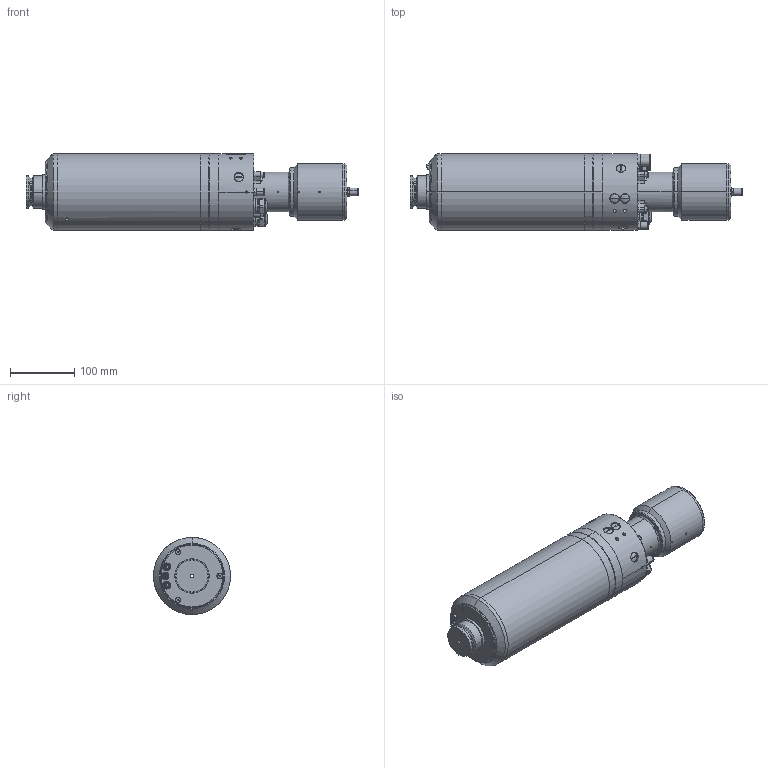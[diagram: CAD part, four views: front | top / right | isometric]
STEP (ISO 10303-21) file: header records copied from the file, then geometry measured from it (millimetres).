
FILE_DESCRIPTION (( 'STEP AP203' ), '1' );
FILE_NAME ('120A24KP-01-.STEP', '2012-09-26T13:59:47', ( '' ), ( '' ), 'SwSTEP 2.0', 'SolidWorks 2012', '' );
FILE_SCHEMA (( 'CONFIG_CONTROL_DESIGN' ));
Length unit declared in the file: millimetre
Products named in the file (1): 120A24KP-01-
Bounding box: 517.42 x 120 x 120 mm (x, y, z)
Surface area: 245647.4 mm2 (no closed solid volume)
Topology: 0 solids, 82 shells, 689 faces, 2114 edges, 1489 vertices
Faces by surface type: cylinder 293, plane 257, cone 83, torus 44, sphere 12
Entity records: 25635 total; most frequent: CARTESIAN_POINT 6166, DIRECTION 4451, ORIENTED_EDGE 3337, EDGE_CURVE 2101, AXIS2_PLACEMENT_3D 1777, VERTEX_POINT 1486, CIRCLE 1087, EDGE_LOOP 902
